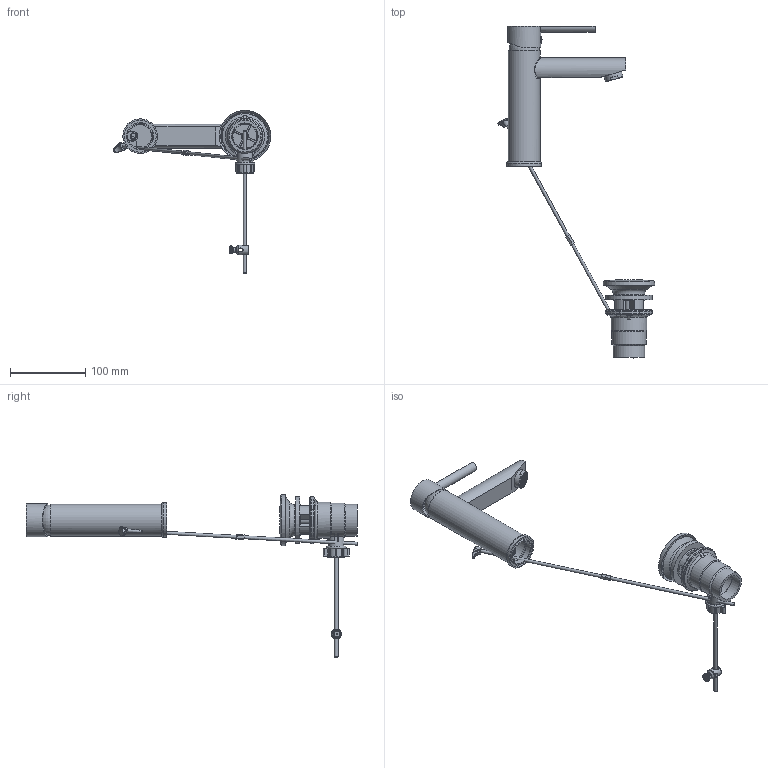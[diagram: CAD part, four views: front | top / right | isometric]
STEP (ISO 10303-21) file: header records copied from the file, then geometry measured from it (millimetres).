
FILE_DESCRIPTION (( 'STEP AP203' ), '1' );
FILE_NAME ('33AP04230.STEP', '2021-03-22T11:39:13', ( '' ), ( '' ), 'SwSTEP 2.0', 'SolidWorks 2018', '' );
FILE_SCHEMA (( 'CONFIG_CONTROL_DESIGN' ));
Length unit declared in the file: millimetre
Products named in the file (1): 33AP04230
Bounding box: 208.89 x 440.45 x 216.59 mm (x, y, z)
Volume: 208478.8 mm3; surface area: 168849.3 mm2
Topology: 24 solids, 24 shells, 1377 faces, 3675 edges, 2404 vertices
Faces by surface type: plane 1082, cylinder 179, bspline 38, torus 38, cone 34, sphere 6
Full cylindrical faces by diameter (mm): 1.576 x1, 3.2 x2, 4 x2, 4.5 x1, 5 x1, 6 x2, 6.75 x1, 6.8 x1, 6.987 x1, 7 x1, 7.533 x1, 9.5 x1, 10 x2, 10.5 x1, 13 x1, 14.5 x1, 15.5 x1, 16 x1, 19 x1, 19.2 x1, 20 x2, 20.5 x1, 21 x1, 21.1 x1, 22.5 x2, 23 x2, 23.85 x1, 24 x1, 24.5 x1, 30.3 x1
Entity records: 45720 total; most frequent: CARTESIAN_POINT 11907, ORIENTED_EDGE 6992, DIRECTION 6475, EDGE_CURVE 3496, LINE 2773, VECTOR 2773, VERTEX_POINT 2371, AXIS2_PLACEMENT_3D 1851
